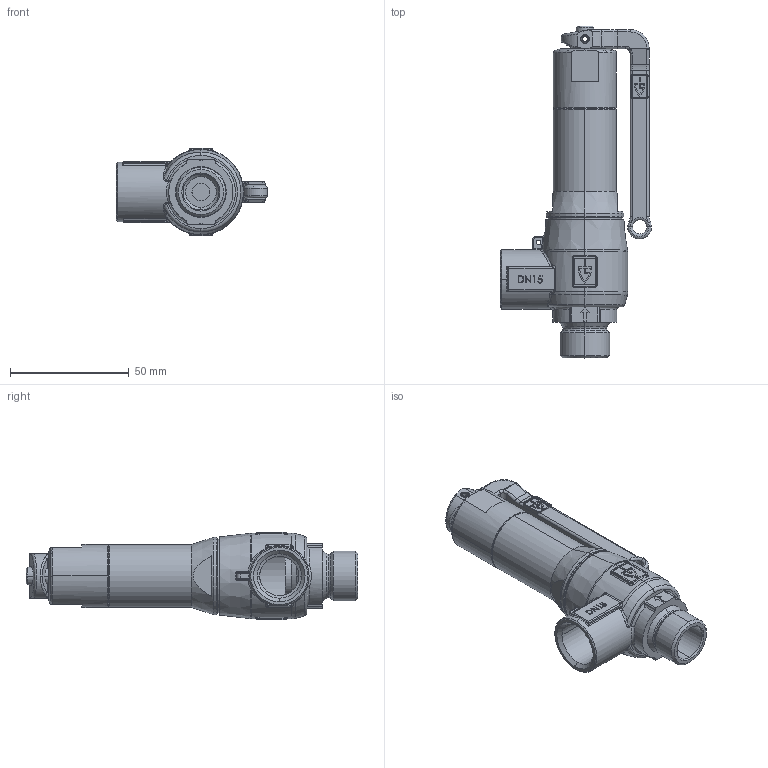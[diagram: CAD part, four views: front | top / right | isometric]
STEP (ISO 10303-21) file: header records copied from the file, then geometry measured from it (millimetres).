
FILE_DESCRIPTION (( 'STEP AP214' ), '1' );
FILE_NAME ('460L_1-2 BSP Dummy.STEP', '2012-04-20T08:59:36', ( 'Blankenhorn' ), ( '' ), 'SwSTEP 2.0', 'SolidWorks 2011', '' );
FILE_SCHEMA (( 'AUTOMOTIVE_DESIGN' ));
Length unit declared in the file: millimetre
Products named in the file (1): 460L_1-2 BSP Dummy
Bounding box: 63.5 x 139.57 x 37 mm (x, y, z)
Volume: 55287.7 mm3; surface area: 33647.3 mm2
Topology: 8 solids, 8 shells, 727 faces, 1770 edges, 1097 vertices
Faces by surface type: plane 269, cylinder 205, bspline 106, torus 82, cone 57, sphere 8
Entity records: 34610 total; most frequent: CARTESIAN_POINT 9922, ORIENTED_EDGE 3530, DIRECTION 3355, EDGE_CURVE 1765, AXIS2_PLACEMENT_3D 1248, VERTEX_POINT 1097, VECTOR 859, LINE 859
